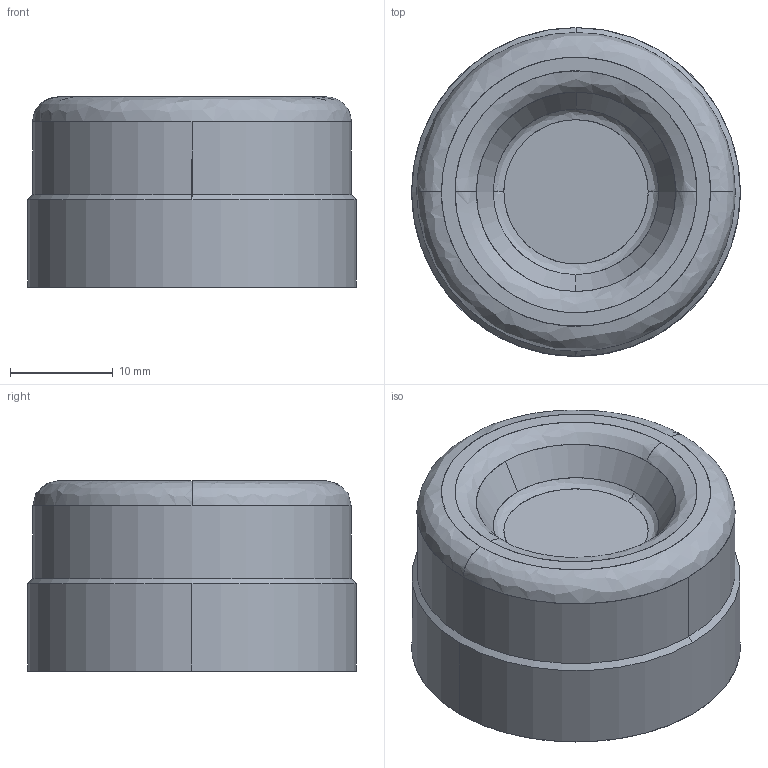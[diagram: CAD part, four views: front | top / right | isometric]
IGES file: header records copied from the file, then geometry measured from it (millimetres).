
Start section: SolidWorks IGES file using analytic representation for surfaces
Global section: file name: 105_OCW-10#.IGS; native system: SolidWorks 2019; preprocessor: SolidWorks 2019; author: 1003660; date: 210115.171209; units: millimetre
Bounding box: 32 x 32 x 18.5 mm (x, y, z)
Surface area: 6506.8 mm2 (no closed solid volume)
Topology: 0 solids, 0 shells, 68 faces, 804 edges, 802 vertices
Faces by surface type: revolution 42, bspline 26
